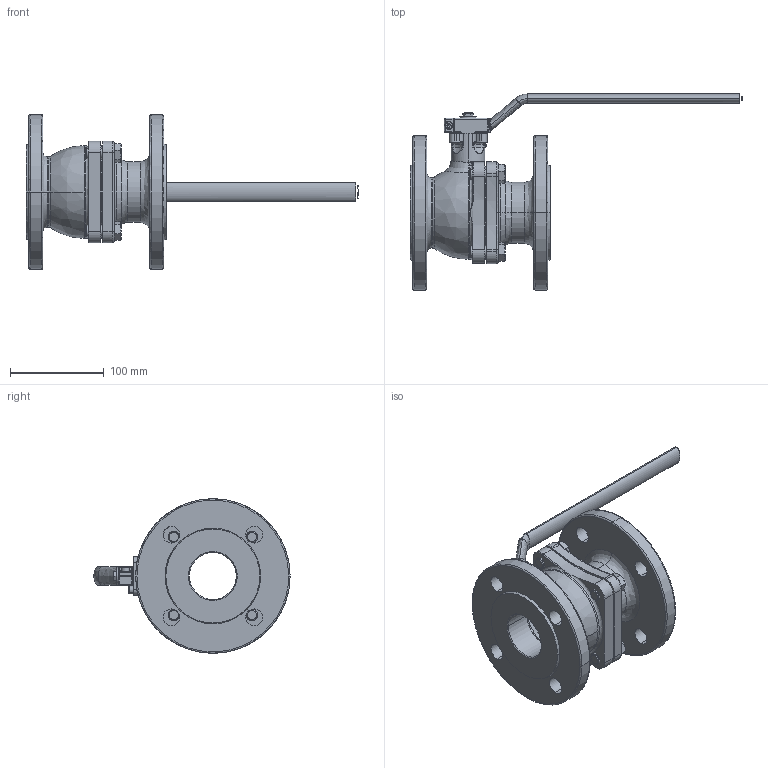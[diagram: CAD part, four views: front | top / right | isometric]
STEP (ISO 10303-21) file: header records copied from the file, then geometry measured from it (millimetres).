
FILE_DESCRIPTION (( 'STEP AP214' ), '1' );
FILE_NAME ('Fig. 150 DN-050.STEP', '2020-10-15T08:17:36', ( '' ), ( '' ), 'SwSTEP 2.0', 'SolidWorks 2020', '' );
FILE_SCHEMA (( 'AUTOMOTIVE_DESIGN' ));
Length unit declared in the file: millimetre
Products named in the file (1): Fig. 150  DN-050
Bounding box: 354.5 x 209.5 x 165 mm (x, y, z)
Surface area: 229146.1 mm2 (no closed solid volume)
Topology: 0 solids, 16 shells, 718 faces, 1682 edges, 1003 vertices
Faces by surface type: cylinder 237, plane 199, bspline 151, cone 108, sphere 15, torus 8
Entity records: 40209 total; most frequent: CARTESIAN_POINT 16591, ORIENTED_EDGE 3282, DIRECTION 3178, EDGE_CURVE 1643, AXIS2_PLACEMENT_3D 1314, VERTEX_POINT 993, EDGE_LOOP 814, CIRCLE 746
